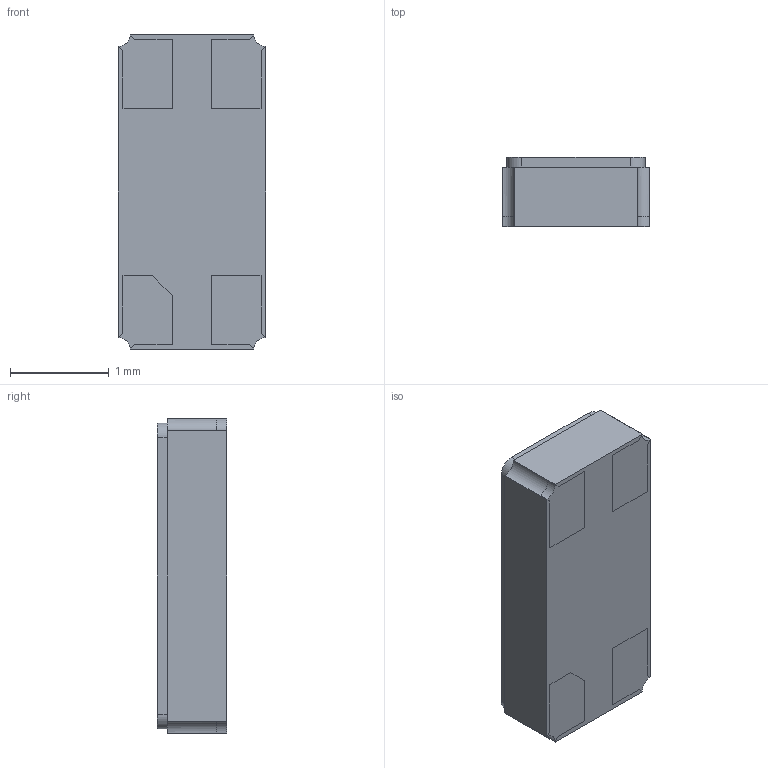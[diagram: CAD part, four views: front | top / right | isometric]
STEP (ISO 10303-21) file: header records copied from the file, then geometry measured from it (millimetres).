
FILE_DESCRIPTION (( 'STEP AP214' ), '1' );
FILE_NAME ('OM-0100-C7.STEP', '2021-06-14T22:45:34', ( '' ), ( '' ), 'SwSTEP 2.0', 'SolidWorks 2017', '' );
FILE_SCHEMA (( 'AUTOMOTIVE_DESIGN' ));
Length unit declared in the file: millimetre
Products named in the file (1): OM-0100-C7
Bounding box: 1.5 x 0.7 x 3.2 mm (x, y, z)
Volume: 3.3 mm3; surface area: 29.2 mm2
Topology: 7 solids, 7 shells, 92 faces, 234 edges, 156 vertices
Faces by surface type: plane 76, cylinder 16
Entity records: 3257 total; most frequent: CARTESIAN_POINT 483, ORIENTED_EDGE 468, DIRECTION 460, EDGE_CURVE 234, LINE 194, VECTOR 194, VERTEX_POINT 156, AXIS2_PLACEMENT_3D 133
